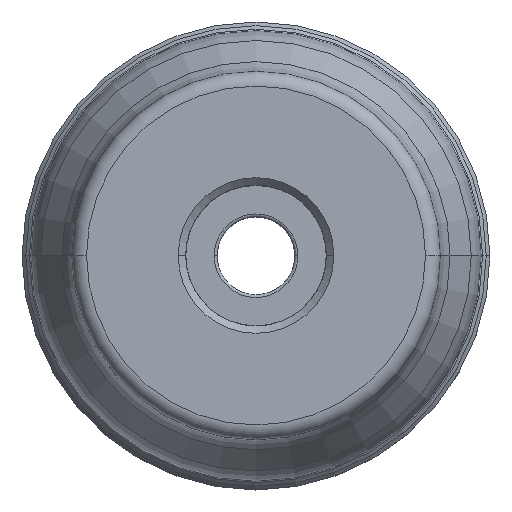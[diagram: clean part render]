
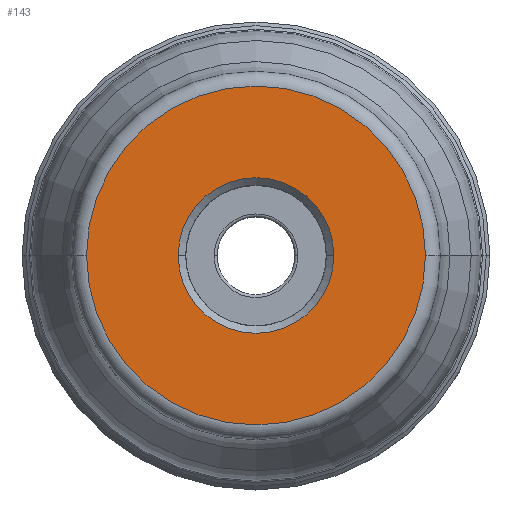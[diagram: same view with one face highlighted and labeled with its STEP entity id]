
A CAD part, top view. The second image highlights one B-rep face of the part: STEP entity #143.
In plain terms, the highlighted planar face has unit normal (0, 0, 1).
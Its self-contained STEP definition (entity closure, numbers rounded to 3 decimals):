
#79=PLANE('',#1583);
#88=FACE_BOUND('',#338,.T.);
#89=FACE_BOUND('',#339,.T.);
#143=ADVANCED_FACE('',(#88,#89),#79,.F.);
#338=EDGE_LOOP('',(#572,#573,#574,#575));
#339=EDGE_LOOP('',(#576,#577));
#572=ORIENTED_EDGE('',*,*,#976,.F.);
#573=ORIENTED_EDGE('',*,*,#974,.F.);
#574=ORIENTED_EDGE('',*,*,#973,.F.);
#575=ORIENTED_EDGE('',*,*,#977,.T.);
#576=ORIENTED_EDGE('',*,*,#978,.F.);
#577=ORIENTED_EDGE('',*,*,#979,.F.);
#818=VERTEX_POINT('',#2421);
#819=VERTEX_POINT('',#2423);
#820=VERTEX_POINT('',#2425);
#821=VERTEX_POINT('',#2429);
#822=VERTEX_POINT('',#2433);
#823=VERTEX_POINT('',#2434);
#973=EDGE_CURVE('',#818,#819,#1136,.T.);
#974=EDGE_CURVE('',#819,#820,#1137,.T.);
#976=EDGE_CURVE('',#820,#821,#1139,.T.);
#977=EDGE_CURVE('',#818,#821,#1140,.T.);
#978=EDGE_CURVE('',#822,#823,#1141,.T.);
#979=EDGE_CURVE('',#823,#822,#1142,.T.);
#1136=CIRCLE('',#1574,23.);
#1137=CIRCLE('',#1575,23.);
#1139=CIRCLE('',#1578,23.);
#1140=CIRCLE('',#1579,23.);
#1141=CIRCLE('',#1581,10.56);
#1142=CIRCLE('',#1582,10.56);
#1574=AXIS2_PLACEMENT_3D('',#2422,#1955,#1956);
#1575=AXIS2_PLACEMENT_3D('',#2424,#1957,#1958);
#1578=AXIS2_PLACEMENT_3D('',#2428,#1963,#1964);
#1579=AXIS2_PLACEMENT_3D('',#2430,#1965,#1966);
#1581=AXIS2_PLACEMENT_3D('',#2432,#1969,#1970);
#1582=AXIS2_PLACEMENT_3D('',#2435,#1971,#1972);
#1583=AXIS2_PLACEMENT_3D('',#2436,#1973,#1974);
#1955=DIRECTION('',(0.,0.,-1.));
#1956=DIRECTION('',(1.,0.,0.));
#1957=DIRECTION('',(0.,0.,-1.));
#1958=DIRECTION('',(1.,-0.001,0.));
#1963=DIRECTION('',(0.,0.,-1.));
#1964=DIRECTION('',(-1.,0.001,0.));
#1965=DIRECTION('',(0.,0.,1.));
#1966=DIRECTION('',(-1.,0.001,0.));
#1969=DIRECTION('',(0.,0.,1.));
#1970=DIRECTION('',(1.,0.,0.));
#1971=DIRECTION('',(0.,0.,1.));
#1972=DIRECTION('',(-1.,0.,0.));
#1973=DIRECTION('',(0.,0.,-1.));
#1974=DIRECTION('',(1.,0.,0.));
#2421=CARTESIAN_POINT('',(23.,0.,0.));
#2422=CARTESIAN_POINT('',(0.,0.,0.));
#2423=CARTESIAN_POINT('',(23.,-0.02,0.));
#2424=CARTESIAN_POINT('',(0.,0.,0.));
#2425=CARTESIAN_POINT('',(-23.,0.,0.));
#2428=CARTESIAN_POINT('',(0.,0.,0.));
#2429=CARTESIAN_POINT('',(-23.,0.02,0.));
#2430=CARTESIAN_POINT('',(0.,0.,0.));
#2432=CARTESIAN_POINT('',(0.,0.,0.));
#2433=CARTESIAN_POINT('',(10.56,0.,0.));
#2434=CARTESIAN_POINT('',(-10.56,0.,0.));
#2435=CARTESIAN_POINT('',(0.,0.,0.));
#2436=CARTESIAN_POINT('',(0.,0.,0.));
